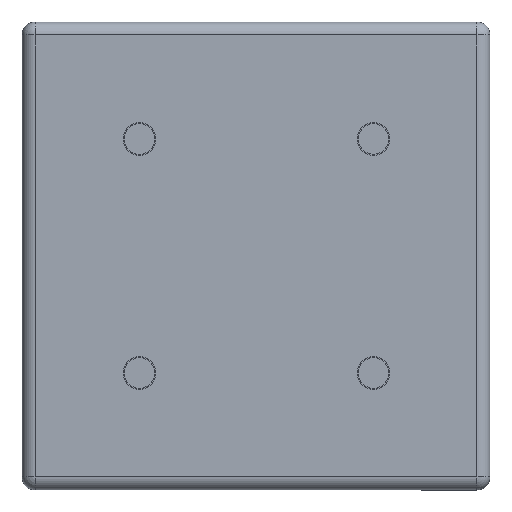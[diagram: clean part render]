
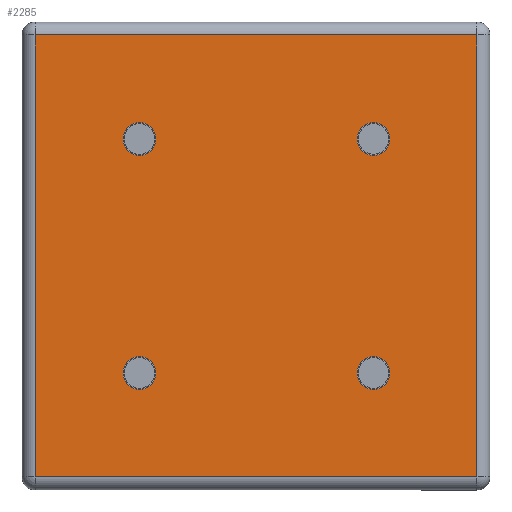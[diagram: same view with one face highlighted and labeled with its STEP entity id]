
A CAD part, top view. The second image highlights one B-rep face of the part: STEP entity #2285.
In plain terms, the highlighted planar face has unit normal (0, 0, 1).
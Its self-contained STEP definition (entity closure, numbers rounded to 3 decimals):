
#46 = DIRECTION ( 'NONE',  ( 0., -1., 0. ) ) ;
#91 = DIRECTION ( 'NONE',  ( 0., 0., 1. ) ) ;
#101 = AXIS2_PLACEMENT_3D ( 'NONE', #4837, #5309, #1064 ) ;
#126 = FACE_OUTER_BOUND ( 'NONE', #2043, .T. ) ;
#200 = LINE ( 'NONE', #2368, #1739 ) ;
#205 = VECTOR ( 'NONE', #2711, 1000. ) ;
#261 = EDGE_CURVE ( 'NONE', #1762, #495, #3499, .T. ) ;
#276 = DIRECTION ( 'NONE',  ( 0., 0., -1. ) ) ;
#279 = CARTESIAN_POINT ( 'NONE',  ( 2.41, 87.499, 3. ) ) ;
#331 = CARTESIAN_POINT ( 'NONE',  ( 67.5, 22.5, 3. ) ) ;
#419 = DIRECTION ( 'NONE',  ( 0., 0., -1. ) ) ;
#495 = VERTEX_POINT ( 'NONE', #6270 ) ;
#554 = CARTESIAN_POINT ( 'NONE',  ( 64.338, 22.5, 3. ) ) ;
#606 = DIRECTION ( 'NONE',  ( 1., 0., 0. ) ) ;
#626 = ORIENTED_EDGE ( 'NONE', *, *, #2210, .T. ) ;
#891 = EDGE_LOOP ( 'NONE', ( #3263, #5060 ) ) ;
#896 = CARTESIAN_POINT ( 'NONE',  ( 22.5, 67.5, 3. ) ) ;
#1003 = EDGE_CURVE ( 'NONE', #1469, #1228, #3412, .T. ) ;
#1064 = DIRECTION ( 'NONE',  ( -1., 0., 0. ) ) ;
#1075 = CARTESIAN_POINT ( 'NONE',  ( 19.338, 67.5, 3. ) ) ;
#1228 = VERTEX_POINT ( 'NONE', #2199 ) ;
#1331 = AXIS2_PLACEMENT_3D ( 'NONE', #5423, #91, #606 ) ;
#1348 = DIRECTION ( 'NONE',  ( 0., 0., -1. ) ) ;
#1469 = VERTEX_POINT ( 'NONE', #1075 ) ;
#1525 = ORIENTED_EDGE ( 'NONE', *, *, #5405, .T. ) ;
#1538 = EDGE_LOOP ( 'NONE', ( #4461, #1525 ) ) ;
#1738 = CARTESIAN_POINT ( 'NONE',  ( 67.5, 67.5, 3. ) ) ;
#1739 = VECTOR ( 'NONE', #1826, 1000. ) ;
#1753 = AXIS2_PLACEMENT_3D ( 'NONE', #3528, #5414, #4997 ) ;
#1762 = VERTEX_POINT ( 'NONE', #2312 ) ;
#1797 = CARTESIAN_POINT ( 'NONE',  ( 2.41, 2.499, 3. ) ) ;
#1826 = DIRECTION ( 'NONE',  ( -1., 0., 0. ) ) ;
#1830 = VERTEX_POINT ( 'NONE', #3933 ) ;
#1905 = EDGE_CURVE ( 'NONE', #1228, #1469, #5400, .T. ) ;
#1926 = CIRCLE ( 'NONE', #2633, 3.162 ) ;
#2037 = VECTOR ( 'NONE', #46, 1000. ) ;
#2043 = EDGE_LOOP ( 'NONE', ( #4754, #3374, #5087, #4879 ) ) ;
#2090 = VERTEX_POINT ( 'NONE', #4058 ) ;
#2094 = EDGE_CURVE ( 'NONE', #3673, #6199, #200, .T. ) ;
#2199 = CARTESIAN_POINT ( 'NONE',  ( 25.662, 67.5, 3. ) ) ;
#2210 = EDGE_CURVE ( 'NONE', #495, #1762, #4290, .T. ) ;
#2270 = CARTESIAN_POINT ( 'NONE',  ( 70.663, 22.5, 3. ) ) ;
#2285 = ADVANCED_FACE ( 'NONE', ( #3479, #4051, #2586, #3443, #126 ), #4462, .T. ) ;
#2312 = CARTESIAN_POINT ( 'NONE',  ( 19.338, 22.5, 3. ) ) ;
#2368 = CARTESIAN_POINT ( 'NONE',  ( 2.41, 87.499, 3. ) ) ;
#2586 = FACE_BOUND ( 'NONE', #1538, .T. ) ;
#2626 = VERTEX_POINT ( 'NONE', #5229 ) ;
#2633 = AXIS2_PLACEMENT_3D ( 'NONE', #4625, #6083, #5607 ) ;
#2708 = CARTESIAN_POINT ( 'NONE',  ( 22.5, 22.5, 3. ) ) ;
#2711 = DIRECTION ( 'NONE',  ( 0., 1., 0. ) ) ;
#2762 = EDGE_CURVE ( 'NONE', #2626, #1830, #5314, .T. ) ;
#2844 = CARTESIAN_POINT ( 'NONE',  ( 22.5, 22.5, 3. ) ) ;
#2906 = AXIS2_PLACEMENT_3D ( 'NONE', #896, #4313, #6251 ) ;
#2944 = AXIS2_PLACEMENT_3D ( 'NONE', #1738, #5179, #5152 ) ;
#3091 = CARTESIAN_POINT ( 'NONE',  ( 87.41, 2.499, 3. ) ) ;
#3263 = ORIENTED_EDGE ( 'NONE', *, *, #1003, .T. ) ;
#3361 = ORIENTED_EDGE ( 'NONE', *, *, #3448, .T. ) ;
#3374 = ORIENTED_EDGE ( 'NONE', *, *, #5640, .T. ) ;
#3412 = CIRCLE ( 'NONE', #2906, 3.162 ) ;
#3443 = FACE_BOUND ( 'NONE', #891, .T. ) ;
#3448 = EDGE_CURVE ( 'NONE', #4651, #3524, #3691, .T. ) ;
#3479 = FACE_BOUND ( 'NONE', #6259, .T. ) ;
#3499 = CIRCLE ( 'NONE', #5338, 3.162 ) ;
#3524 = VERTEX_POINT ( 'NONE', #554 ) ;
#3528 = CARTESIAN_POINT ( 'NONE',  ( 67.5, 67.5, 3. ) ) ;
#3569 = AXIS2_PLACEMENT_3D ( 'NONE', #2844, #419, #4828 ) ;
#3673 = VERTEX_POINT ( 'NONE', #4572 ) ;
#3686 = DIRECTION ( 'NONE',  ( -1., 0., 0. ) ) ;
#3691 = CIRCLE ( 'NONE', #4722, 3.162 ) ;
#3720 = LINE ( 'NONE', #5160, #205 ) ;
#3837 = ORIENTED_EDGE ( 'NONE', *, *, #261, .T. ) ;
#3896 = EDGE_CURVE ( 'NONE', #2090, #4877, #6161, .T. ) ;
#3933 = CARTESIAN_POINT ( 'NONE',  ( 70.663, 67.5, 3. ) ) ;
#4051 = FACE_BOUND ( 'NONE', #5892, .T. ) ;
#4058 = CARTESIAN_POINT ( 'NONE',  ( 2.41, 2.499, 3. ) ) ;
#4066 = CIRCLE ( 'NONE', #2944, 3.162 ) ;
#4225 = DIRECTION ( 'NONE',  ( -1., 0., 0. ) ) ;
#4290 = CIRCLE ( 'NONE', #3569, 3.162 ) ;
#4313 = DIRECTION ( 'NONE',  ( 0., 0., -1. ) ) ;
#4461 = ORIENTED_EDGE ( 'NONE', *, *, #2762, .T. ) ;
#4462 = PLANE ( 'NONE',  #1331 ) ;
#4572 = CARTESIAN_POINT ( 'NONE',  ( 87.41, 87.499, 3. ) ) ;
#4625 = CARTESIAN_POINT ( 'NONE',  ( 67.5, 22.5, 3. ) ) ;
#4651 = VERTEX_POINT ( 'NONE', #2270 ) ;
#4722 = AXIS2_PLACEMENT_3D ( 'NONE', #331, #1348, #4225 ) ;
#4754 = ORIENTED_EDGE ( 'NONE', *, *, #2094, .T. ) ;
#4828 = DIRECTION ( 'NONE',  ( -1., 0., 0. ) ) ;
#4837 = CARTESIAN_POINT ( 'NONE',  ( 22.5, 67.5, 3. ) ) ;
#4877 = VERTEX_POINT ( 'NONE', #3091 ) ;
#4879 = ORIENTED_EDGE ( 'NONE', *, *, #6184, .T. ) ;
#4925 = CARTESIAN_POINT ( 'NONE',  ( 2.41, 2.499, 3. ) ) ;
#4934 = EDGE_CURVE ( 'NONE', #3524, #4651, #1926, .T. ) ;
#4997 = DIRECTION ( 'NONE',  ( -1., 0., 0. ) ) ;
#5060 = ORIENTED_EDGE ( 'NONE', *, *, #1905, .T. ) ;
#5087 = ORIENTED_EDGE ( 'NONE', *, *, #3896, .T. ) ;
#5152 = DIRECTION ( 'NONE',  ( -1., 0., 0. ) ) ;
#5160 = CARTESIAN_POINT ( 'NONE',  ( 87.41, 2.499, 3. ) ) ;
#5179 = DIRECTION ( 'NONE',  ( 0., 0., -1. ) ) ;
#5229 = CARTESIAN_POINT ( 'NONE',  ( 64.338, 67.5, 3. ) ) ;
#5309 = DIRECTION ( 'NONE',  ( 0., 0., -1. ) ) ;
#5314 = CIRCLE ( 'NONE', #1753, 3.162 ) ;
#5338 = AXIS2_PLACEMENT_3D ( 'NONE', #2708, #276, #3686 ) ;
#5400 = CIRCLE ( 'NONE', #101, 3.162 ) ;
#5405 = EDGE_CURVE ( 'NONE', #1830, #2626, #4066, .T. ) ;
#5414 = DIRECTION ( 'NONE',  ( 0., 0., -1. ) ) ;
#5423 = CARTESIAN_POINT ( 'NONE',  ( 45., 36.831, 3. ) ) ;
#5607 = DIRECTION ( 'NONE',  ( -1., 0., 0. ) ) ;
#5616 = LINE ( 'NONE', #4925, #2037 ) ;
#5621 = DIRECTION ( 'NONE',  ( 1., 0., 0. ) ) ;
#5632 = VECTOR ( 'NONE', #5621, 1000. ) ;
#5640 = EDGE_CURVE ( 'NONE', #6199, #2090, #5616, .T. ) ;
#5892 = EDGE_LOOP ( 'NONE', ( #3837, #626 ) ) ;
#6077 = ORIENTED_EDGE ( 'NONE', *, *, #4934, .T. ) ;
#6083 = DIRECTION ( 'NONE',  ( 0., 0., -1. ) ) ;
#6161 = LINE ( 'NONE', #1797, #5632 ) ;
#6184 = EDGE_CURVE ( 'NONE', #4877, #3673, #3720, .T. ) ;
#6199 = VERTEX_POINT ( 'NONE', #279 ) ;
#6251 = DIRECTION ( 'NONE',  ( -1., 0., 0. ) ) ;
#6259 = EDGE_LOOP ( 'NONE', ( #6077, #3361 ) ) ;
#6270 = CARTESIAN_POINT ( 'NONE',  ( 25.662, 22.5, 3. ) ) ;
